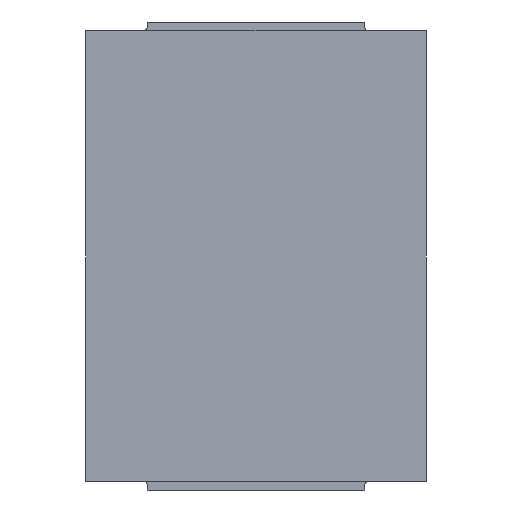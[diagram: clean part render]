
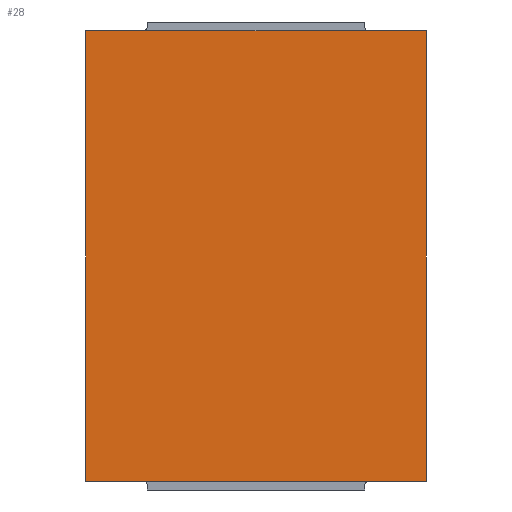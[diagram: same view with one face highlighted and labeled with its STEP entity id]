
A CAD part, left-side view. The second image highlights one B-rep face of the part: STEP entity #28.
In plain terms, the highlighted planar face has unit normal (-1, 0, 0).
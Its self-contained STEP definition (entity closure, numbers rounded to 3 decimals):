
#28=ADVANCED_FACE('',(#46),#306,.T.);
#46=FACE_OUTER_BOUND('',#64,.T.);
#64=EDGE_LOOP('',(#136,#137,#138,#139));
#136=ORIENTED_EDGE('',*,*,#206,.T.);
#137=ORIENTED_EDGE('',*,*,#208,.F.);
#138=ORIENTED_EDGE('',*,*,#207,.T.);
#139=ORIENTED_EDGE('',*,*,#209,.T.);
#206=EDGE_CURVE('',#290,#274,#256,.T.);
#207=EDGE_CURVE('',#275,#291,#257,.T.);
#208=EDGE_CURVE('',#275,#274,#258,.T.);
#209=EDGE_CURVE('',#291,#290,#259,.T.);
#256=B_SPLINE_CURVE_WITH_KNOTS('',1,(#596,#597),.UNSPECIFIED.,.F.,.F.,(2,
2),(-459.522,-302.525),.UNSPECIFIED.);
#257=B_SPLINE_CURVE_WITH_KNOTS('',1,(#598,#599),.UNSPECIFIED.,.F.,.F.,(2,
2),(-177.177,-20.18),.UNSPECIFIED.);
#258=B_SPLINE_CURVE_WITH_KNOTS('',1,(#600,#601),.UNSPECIFIED.,.F.,.F.,(2,
2),(177.177,197.357),.UNSPECIFIED.);
#259=B_SPLINE_CURVE_WITH_KNOTS('',1,(#602,#603),.UNSPECIFIED.,.F.,.F.,(2,
2),(-20.18,0.),.UNSPECIFIED.);
#274=VERTEX_POINT('',#472);
#275=VERTEX_POINT('',#473);
#290=VERTEX_POINT('',#488);
#291=VERTEX_POINT('',#489);
#306=PLANE('',#412);
#412=AXIS2_PLACEMENT_3D('',#454,#433,$);
#433=DIRECTION('',(-1.,0.,0.));
#454=CARTESIAN_POINT('',(-65.,60.18,15.));
#472=CARTESIAN_POINT('',(-65.,-60.18,173.997));
#473=CARTESIAN_POINT('',(-65.,60.18,173.997));
#488=CARTESIAN_POINT('',(-65.,-60.18,15.));
#489=CARTESIAN_POINT('',(-65.,60.18,15.));
#596=CARTESIAN_POINT('',(-65.,-60.18,15.));
#597=CARTESIAN_POINT('',(-65.,-60.18,173.997));
#598=CARTESIAN_POINT('',(-65.,60.18,173.997));
#599=CARTESIAN_POINT('',(-65.,60.18,15.));
#600=CARTESIAN_POINT('',(-65.,60.18,173.997));
#601=CARTESIAN_POINT('',(-65.,-60.18,173.997));
#602=CARTESIAN_POINT('',(-65.,60.18,15.));
#603=CARTESIAN_POINT('',(-65.,-60.18,15.));
